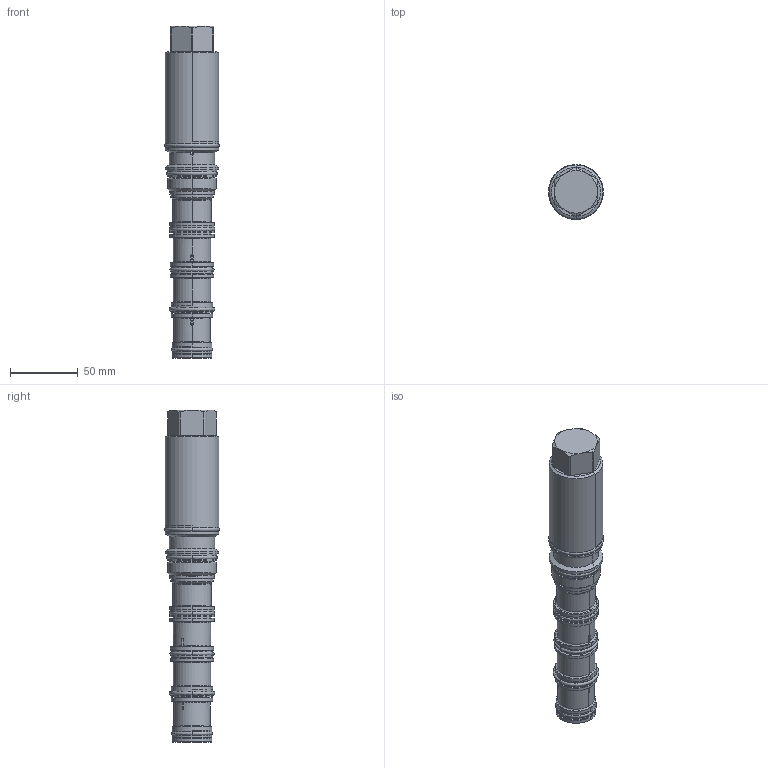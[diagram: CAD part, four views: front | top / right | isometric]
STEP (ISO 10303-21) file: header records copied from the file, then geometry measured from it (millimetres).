
FILE_DESCRIPTION((''),'2;1');
FILE_NAME('FTEC-XYN_PRT','2013-01-22T',('Administrator'),(''),'PRO/ENGINEER BY PARAMETRIC TECHNOLOGY CORPORATION, 2006240','PRO/ENGINEER BY PARAMETRIC TECHNOLOGY CORPORATION, 2006240','');
FILE_SCHEMA(('CONFIG_CONTROL_DESIGN'));
Length unit declared in the file: inch
Products named in the file (1): FTEC-XYN_PRT
Bounding box: 40.36 x 40.35 x 244.32 mm (x, y, z)
Volume: 212401.1 mm3; surface area: 44903.3 mm2
Topology: 7 solids, 8 shells, 420 faces, 1037 edges, 658 vertices
Faces by surface type: cylinder 174, plane 114, torus 80, cone 28, revolution 24
Entity records: 15040 total; most frequent: CARTESIAN_POINT 5047, DIRECTION 2102, ORIENTED_EDGE 2074, EDGE_CURVE 1037, AXIS2_PLACEMENT_3D 861, VERTEX_POINT 658, CIRCLE 465, EDGE_LOOP 459
